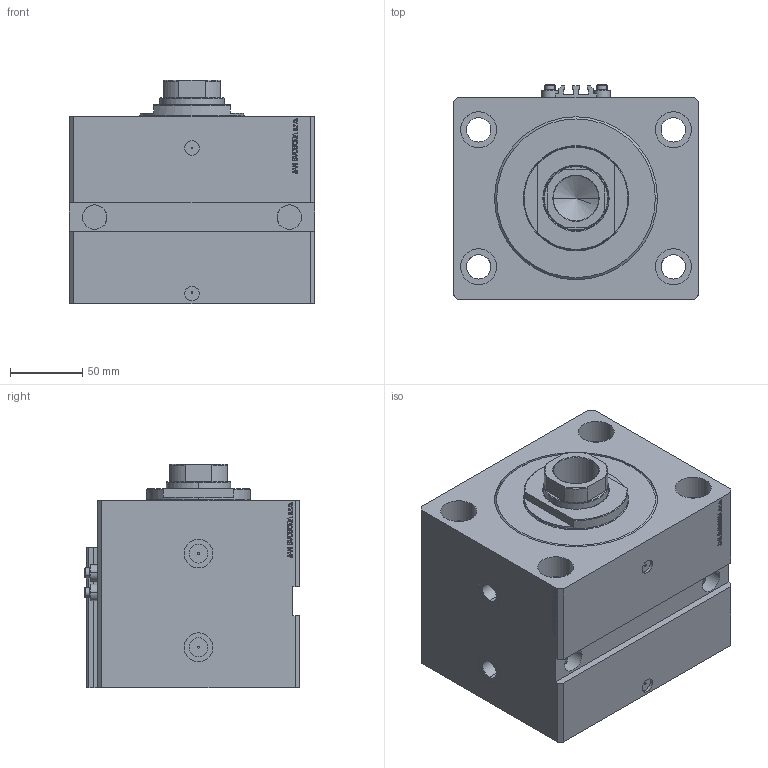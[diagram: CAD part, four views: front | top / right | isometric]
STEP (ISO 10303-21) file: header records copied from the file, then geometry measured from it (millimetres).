
FILE_DESCRIPTION (( 'STEP AP203' ), '1' );
FILE_NAME ('75c5.STEP', '2022-04-09T17:05:03', ( '' ), ( '' ), 'SwSTEP 2.0', 'SolidWorks 2019', '' );
FILE_SCHEMA (( 'CONFIG_CONTROL_DESIGN' ));
Length unit declared in the file: millimetre
Products named in the file (5): V250CE_VC_E e58ef18304cf0d89b2a5a1debba69c57; ALLEN BOLT V250CE e58ef18304cf0d89b2a5a1debba69c57; V250CE_C_VCP e58ef18304cf0d89b2a5a1debba69c57; 75c5; V250CE_E_Body e58ef18304cf0d89b2a5a1debba69c57
Assembly tree (7 placements, depth 2):
  75c5
    V250CE_E_Body e58ef18304cf0d89b2a5a1debba69c57
    ALLEN BOLT V250CE e58ef18304cf0d89b2a5a1debba69c57  x4
    V250CE_C_VCP e58ef18304cf0d89b2a5a1debba69c57
    V250CE_VC_E e58ef18304cf0d89b2a5a1debba69c57
Bounding box: 170 x 149 x 154.9 mm (x, y, z)
Volume: 2774888.6 mm3; surface area: 298002.6 mm2
Topology: 8 solids, 8 shells, 1121 faces, 2792 edges, 1823 vertices
Faces by surface type: plane 553, bspline 368, cylinder 130, cone 56, torus 14
Entity records: 48950 total; most frequent: CARTESIAN_POINT 25565, ORIENTED_EDGE 5274, DIRECTION 3495, EDGE_CURVE 2637, VERTEX_POINT 1739, LINE 1613, VECTOR 1613, EDGE_LOOP 1188
